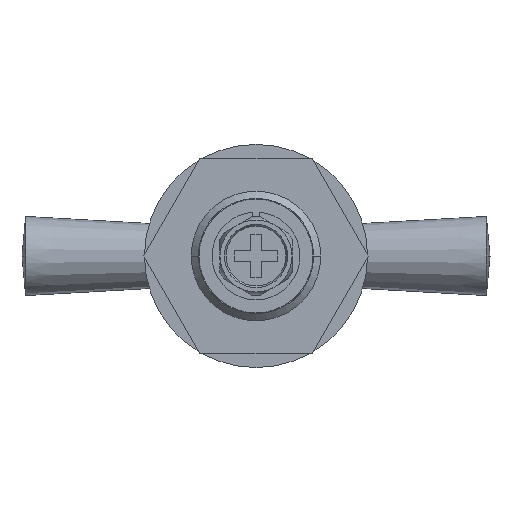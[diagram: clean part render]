
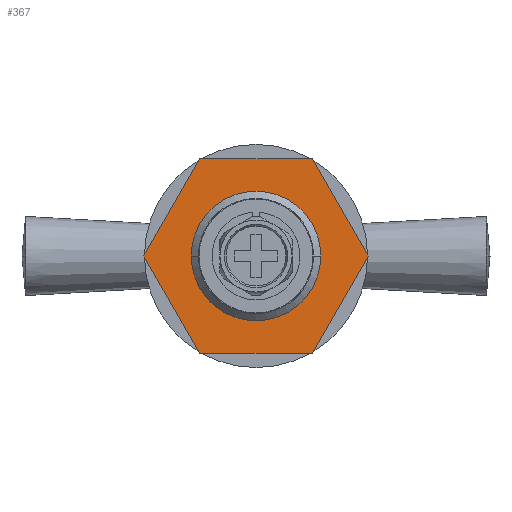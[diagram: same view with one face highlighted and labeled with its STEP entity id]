
A CAD part, left-side view. The second image highlights one B-rep face of the part: STEP entity #367.
In plain terms, the highlighted face is planar.
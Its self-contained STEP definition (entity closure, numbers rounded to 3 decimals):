
#119 = EDGE_LOOP ( 'NONE', ( #802, #803 ) ) ;
#135 = EDGE_LOOP ( 'NONE', ( #805, #804, #806, #800, #807, #808 ) ) ;
#367 = ADVANCED_FACE ( 'NONE', ( #2624, #601 ), #886, .T. ) ;
#601 = FACE_OUTER_BOUND ( 'NONE', #135, .T. ) ;
#602 = AXIS2_PLACEMENT_3D ( 'NONE', #887, #888, #889 ) ;
#684 = AXIS2_PLACEMENT_3D ( 'NONE', #1615, #1652, #1653 ) ;
#685 = VECTOR ( 'NONE', #1621, 1000. ) ;
#742 = VERTEX_POINT ( 'NONE', #1408 ) ;
#743 = VERTEX_POINT ( 'NONE', #1409 ) ;
#744 = VERTEX_POINT ( 'NONE', #1410 ) ;
#745 = VERTEX_POINT ( 'NONE', #1411 ) ;
#746 = VERTEX_POINT ( 'NONE', #1412 ) ;
#747 = VERTEX_POINT ( 'NONE', #1413 ) ;
#800 = ORIENTED_EDGE ( 'NONE', *, *, #2458, .T. ) ;
#802 = ORIENTED_EDGE ( 'NONE', *, *, #3790, .F. ) ;
#803 = ORIENTED_EDGE ( 'NONE', *, *, #2462, .F. ) ;
#804 = ORIENTED_EDGE ( 'NONE', *, *, #2454, .T. ) ;
#805 = ORIENTED_EDGE ( 'NONE', *, *, #2451, .T. ) ;
#806 = ORIENTED_EDGE ( 'NONE', *, *, #2456, .T. ) ;
#807 = ORIENTED_EDGE ( 'NONE', *, *, #2460, .T. ) ;
#808 = ORIENTED_EDGE ( 'NONE', *, *, #2461, .T. ) ;
#886 = PLANE ( 'NONE',  #602 ) ;
#887 = CARTESIAN_POINT ( 'NONE',  ( 0., 0., 3. ) ) ;
#888 = DIRECTION ( 'NONE',  ( 0., 0., 1. ) ) ;
#889 = DIRECTION ( 'NONE',  ( 1., 0., 0. ) ) ;
#1408 = CARTESIAN_POINT ( 'NONE',  ( 0., -15.588, 3. ) ) ;
#1409 = CARTESIAN_POINT ( 'NONE',  ( -13.5, -7.794, 3. ) ) ;
#1410 = CARTESIAN_POINT ( 'NONE',  ( 13.5, -7.794, 3. ) ) ;
#1411 = CARTESIAN_POINT ( 'NONE',  ( 13.5, 7.794, 3. ) ) ;
#1412 = CARTESIAN_POINT ( 'NONE',  ( 0., 15.588, 3. ) ) ;
#1413 = CARTESIAN_POINT ( 'NONE',  ( -13.5, 7.794, 3. ) ) ;
#1579 = CARTESIAN_POINT ( 'NONE',  ( 9., 0., 3. ) ) ;
#1581 = CARTESIAN_POINT ( 'NONE',  ( -9., 0., 3. ) ) ;
#1615 = CARTESIAN_POINT ( 'NONE',  ( 0., 0., 3. ) ) ;
#1619 = LINE ( 'NONE', #1620, #685 ) ;
#1620 = CARTESIAN_POINT ( 'NONE',  ( -13.5, -7.794, 3. ) ) ;
#1621 = DIRECTION ( 'NONE',  ( 0.866, -0.5, 0. ) ) ;
#1628 = LINE ( 'NONE', #1629, #4259 ) ;
#1629 = CARTESIAN_POINT ( 'NONE',  ( 0., -15.588, 3. ) ) ;
#1630 = DIRECTION ( 'NONE',  ( 0.866, 0.5, 0. ) ) ;
#1634 = LINE ( 'NONE', #1635, #4261 ) ;
#1635 = CARTESIAN_POINT ( 'NONE',  ( 13.5, -7.794, 3. ) ) ;
#1636 = DIRECTION ( 'NONE',  ( 0., 1., 0. ) ) ;
#1640 = LINE ( 'NONE', #1641, #4263 ) ;
#1641 = CARTESIAN_POINT ( 'NONE',  ( 13.5, 7.794, 3. ) ) ;
#1642 = DIRECTION ( 'NONE',  ( -0.866, 0.5, 0. ) ) ;
#1646 = LINE ( 'NONE', #1647, #4265 ) ;
#1647 = CARTESIAN_POINT ( 'NONE',  ( 0., 15.588, 3. ) ) ;
#1648 = DIRECTION ( 'NONE',  ( -0.866, -0.5, 0. ) ) ;
#1649 = LINE ( 'NONE', #1650, #4266 ) ;
#1650 = CARTESIAN_POINT ( 'NONE',  ( -13.5, 7.794, 3. ) ) ;
#1651 = DIRECTION ( 'NONE',  ( 0., -1., 0. ) ) ;
#1652 = DIRECTION ( 'NONE',  ( 0., 0., 1. ) ) ;
#1653 = DIRECTION ( 'NONE',  ( 1., 0., 0. ) ) ;
#1748 = CARTESIAN_POINT ( 'NONE',  ( 0., 0., 3. ) ) ;
#1749 = DIRECTION ( 'NONE',  ( 0., 0., 1. ) ) ;
#1750 = DIRECTION ( 'NONE',  ( 1., 0., 0. ) ) ;
#2345 = VERTEX_POINT ( 'NONE', #1579 ) ;
#2349 = VERTEX_POINT ( 'NONE', #1581 ) ;
#2451 = EDGE_CURVE ( 'NONE', #743, #742, #1619, .T. ) ;
#2454 = EDGE_CURVE ( 'NONE', #742, #744, #1628, .T. ) ;
#2456 = EDGE_CURVE ( 'NONE', #744, #745, #1634, .T. ) ;
#2458 = EDGE_CURVE ( 'NONE', #745, #746, #1640, .T. ) ;
#2460 = EDGE_CURVE ( 'NONE', #746, #747, #1646, .T. ) ;
#2461 = EDGE_CURVE ( 'NONE', #747, #743, #1649, .T. ) ;
#2462 = EDGE_CURVE ( 'NONE', #2345, #2349, #4580, .T. ) ;
#2624 = FACE_BOUND ( 'NONE', #119, .T. ) ;
#3790 = EDGE_CURVE ( 'NONE', #2349, #2345, #4586, .T. ) ;
#4259 = VECTOR ( 'NONE', #1630, 1000. ) ;
#4261 = VECTOR ( 'NONE', #1636, 1000. ) ;
#4263 = VECTOR ( 'NONE', #1642, 1000. ) ;
#4265 = VECTOR ( 'NONE', #1648, 1000. ) ;
#4266 = VECTOR ( 'NONE', #1651, 1000. ) ;
#4297 = AXIS2_PLACEMENT_3D ( 'NONE', #1748, #1749, #1750 ) ;
#4580 = CIRCLE ( 'NONE', #684, 9. ) ;
#4586 = CIRCLE ( 'NONE', #4297, 9. ) ;
